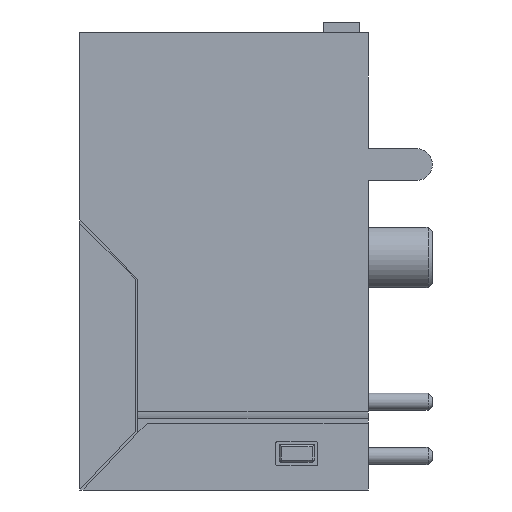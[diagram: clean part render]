
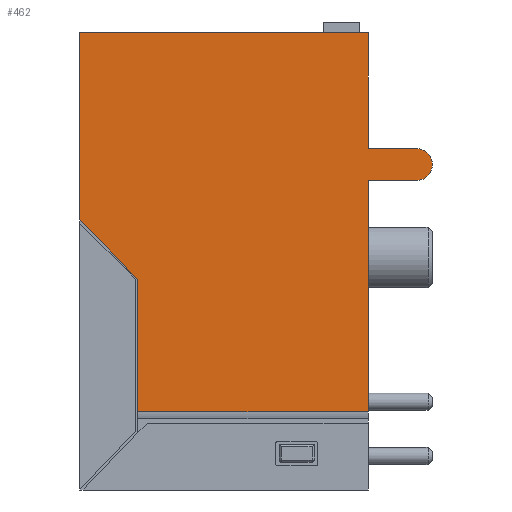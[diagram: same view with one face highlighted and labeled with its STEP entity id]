
A CAD part, left-side view. The second image highlights one B-rep face of the part: STEP entity #462.
In plain terms, the highlighted planar face has unit normal (-1, 0, 0).
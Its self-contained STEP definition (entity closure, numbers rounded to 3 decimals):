
#462 = ADVANCED_FACE ( 'NONE', ( #8392 ), #3016, .T. ) ;
#707 = DIRECTION ( 'NONE',  ( -1., 0., 0. ) ) ;
#783 = AXIS2_PLACEMENT_3D ( 'NONE', #7415, #8101, #3008 ) ;
#1045 = CARTESIAN_POINT ( 'NONE',  ( -3.49, 0., -0.478 ) ) ;
#1140 = CARTESIAN_POINT ( 'NONE',  ( -3.49, 13.5, 8.507 ) ) ;
#1178 = CARTESIAN_POINT ( 'NONE',  ( -3.49, 10.78, -4.13 ) ) ;
#1506 = VERTEX_POINT ( 'NONE', #3954 ) ;
#1529 = CARTESIAN_POINT ( 'NONE',  ( -3.49, 13.5, 17.27 ) ) ;
#1690 = VECTOR ( 'NONE', #3309, 1000. ) ;
#1843 = EDGE_CURVE ( 'NONE', #7303, #9407, #4346, .T. ) ;
#1852 = LINE ( 'NONE', #3037, #4514 ) ;
#2017 = CARTESIAN_POINT ( 'NONE',  ( -3.49, 0., 17.27 ) ) ;
#2233 = CARTESIAN_POINT ( 'NONE',  ( -3.49, 0., 11.85 ) ) ;
#2247 = CARTESIAN_POINT ( 'NONE',  ( -3.49, 0., 10.35 ) ) ;
#2307 = ORIENTED_EDGE ( 'NONE', *, *, #5103, .T. ) ;
#2448 = LINE ( 'NONE', #2233, #9517 ) ;
#2576 = LINE ( 'NONE', #5972, #9508 ) ;
#2868 = EDGE_LOOP ( 'NONE', ( #7482, #7055, #3143, #5196, #5074, #3525, #3088, #4927, #2307, #8602 ) ) ;
#2871 = LINE ( 'NONE', #9004, #4340 ) ;
#3008 = DIRECTION ( 'NONE',  ( 0., 0., 1. ) ) ;
#3016 = PLANE ( 'NONE',  #8561 ) ;
#3037 = CARTESIAN_POINT ( 'NONE',  ( -3.49, 13.5, -4.13 ) ) ;
#3074 = DIRECTION ( 'NONE',  ( 0., 0., 1. ) ) ;
#3088 = ORIENTED_EDGE ( 'NONE', *, *, #4954, .T. ) ;
#3095 = DIRECTION ( 'NONE',  ( 0., -1., 0. ) ) ;
#3116 = CARTESIAN_POINT ( 'NONE',  ( -3.49, 0., 17.27 ) ) ;
#3143 = ORIENTED_EDGE ( 'NONE', *, *, #3402, .T. ) ;
#3211 = LINE ( 'NONE', #1140, #1690 ) ;
#3309 = DIRECTION ( 'NONE',  ( 0., -0.701, -0.713 ) ) ;
#3380 = DIRECTION ( 'NONE',  ( 0., 0., -1. ) ) ;
#3402 = EDGE_CURVE ( 'NONE', #9245, #7303, #4771, .T. ) ;
#3525 = ORIENTED_EDGE ( 'NONE', *, *, #7235, .T. ) ;
#3759 = EDGE_CURVE ( 'NONE', #9407, #8124, #2448, .T. ) ;
#3944 = EDGE_CURVE ( 'NONE', #4352, #5410, #1852, .T. ) ;
#3954 = CARTESIAN_POINT ( 'NONE',  ( -3.49, 10.78, -0.478 ) ) ;
#3982 = EDGE_CURVE ( 'NONE', #1506, #4028, #2576, .T. ) ;
#4028 = VERTEX_POINT ( 'NONE', #1045 ) ;
#4233 = CARTESIAN_POINT ( 'NONE',  ( -3.49, 10.78, 5.741 ) ) ;
#4340 = VECTOR ( 'NONE', #3074, 1000. ) ;
#4346 = CIRCLE ( 'NONE', #783, 0.75 ) ;
#4352 = VERTEX_POINT ( 'NONE', #1529 ) ;
#4514 = VECTOR ( 'NONE', #7439, 1000. ) ;
#4538 = VECTOR ( 'NONE', #8132, 1000. ) ;
#4548 = CARTESIAN_POINT ( 'NONE',  ( -3.49, 13.5, 8.507 ) ) ;
#4771 = LINE ( 'NONE', #2247, #4538 ) ;
#4927 = ORIENTED_EDGE ( 'NONE', *, *, #3944, .T. ) ;
#4954 = EDGE_CURVE ( 'NONE', #7871, #4352, #5520, .T. ) ;
#5074 = ORIENTED_EDGE ( 'NONE', *, *, #3759, .T. ) ;
#5103 = EDGE_CURVE ( 'NONE', #5410, #6795, #3211, .T. ) ;
#5119 = DIRECTION ( 'NONE',  ( 0., 1., 0. ) ) ;
#5196 = ORIENTED_EDGE ( 'NONE', *, *, #1843, .T. ) ;
#5301 = CARTESIAN_POINT ( 'NONE',  ( -3.49, 0., 11.85 ) ) ;
#5351 = CARTESIAN_POINT ( 'NONE',  ( -3.49, 0., 10.35 ) ) ;
#5410 = VERTEX_POINT ( 'NONE', #4548 ) ;
#5520 = LINE ( 'NONE', #6006, #8076 ) ;
#5807 = CARTESIAN_POINT ( 'NONE',  ( -3.49, 0., -4.13 ) ) ;
#5831 = DIRECTION ( 'NONE',  ( 0., 0., 1. ) ) ;
#5972 = CARTESIAN_POINT ( 'NONE',  ( -3.49, 0., -0.478 ) ) ;
#6006 = CARTESIAN_POINT ( 'NONE',  ( -3.49, 0., 17.27 ) ) ;
#6050 = EDGE_CURVE ( 'NONE', #4028, #9245, #2871, .T. ) ;
#6795 = VERTEX_POINT ( 'NONE', #4233 ) ;
#7055 = ORIENTED_EDGE ( 'NONE', *, *, #6050, .T. ) ;
#7235 = EDGE_CURVE ( 'NONE', #8124, #7871, #7555, .T. ) ;
#7303 = VERTEX_POINT ( 'NONE', #9080 ) ;
#7415 = CARTESIAN_POINT ( 'NONE',  ( -3.49, -2.25, 11.1 ) ) ;
#7439 = DIRECTION ( 'NONE',  ( 0., 0., -1. ) ) ;
#7482 = ORIENTED_EDGE ( 'NONE', *, *, #3982, .T. ) ;
#7536 = DIRECTION ( 'NONE',  ( 0., 0., 1. ) ) ;
#7555 = LINE ( 'NONE', #3116, #7905 ) ;
#7871 = VERTEX_POINT ( 'NONE', #2017 ) ;
#7905 = VECTOR ( 'NONE', #7536, 1000. ) ;
#8076 = VECTOR ( 'NONE', #5119, 1000. ) ;
#8101 = DIRECTION ( 'NONE',  ( -1., 0., 0. ) ) ;
#8124 = VERTEX_POINT ( 'NONE', #5301 ) ;
#8132 = DIRECTION ( 'NONE',  ( 0., -1., 0. ) ) ;
#8143 = DIRECTION ( 'NONE',  ( 0., 1., 0. ) ) ;
#8306 = VECTOR ( 'NONE', #3380, 1000. ) ;
#8392 = FACE_OUTER_BOUND ( 'NONE', #2868, .T. ) ;
#8561 = AXIS2_PLACEMENT_3D ( 'NONE', #5807, #707, #5831 ) ;
#8571 = CARTESIAN_POINT ( 'NONE',  ( -3.49, -2.25, 11.85 ) ) ;
#8602 = ORIENTED_EDGE ( 'NONE', *, *, #8746, .T. ) ;
#8746 = EDGE_CURVE ( 'NONE', #6795, #1506, #9367, .T. ) ;
#9004 = CARTESIAN_POINT ( 'NONE',  ( -3.49, 0., 17.27 ) ) ;
#9080 = CARTESIAN_POINT ( 'NONE',  ( -3.49, -2.25, 10.35 ) ) ;
#9245 = VERTEX_POINT ( 'NONE', #5351 ) ;
#9367 = LINE ( 'NONE', #1178, #8306 ) ;
#9407 = VERTEX_POINT ( 'NONE', #8571 ) ;
#9508 = VECTOR ( 'NONE', #3095, 1000. ) ;
#9517 = VECTOR ( 'NONE', #8143, 1000. ) ;
